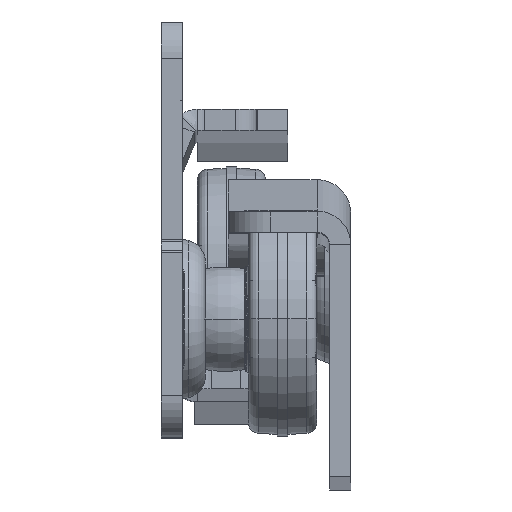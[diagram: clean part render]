
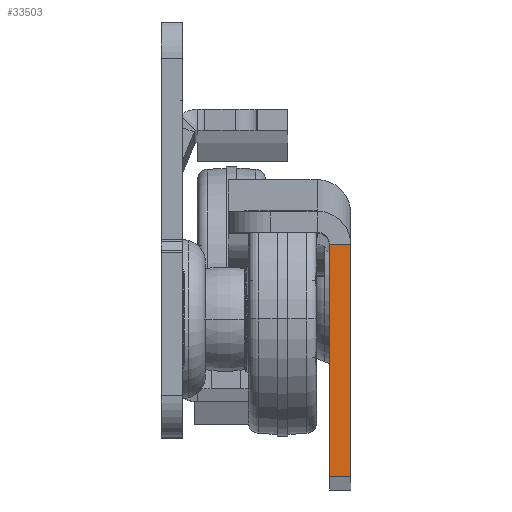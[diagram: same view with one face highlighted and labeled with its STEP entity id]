
A CAD part, top view. The second image highlights one B-rep face of the part: STEP entity #33503.
In plain terms, the highlighted planar face has unit normal (0, 0, 1).
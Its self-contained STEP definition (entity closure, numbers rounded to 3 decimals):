
#2484 = VERTEX_POINT ( 'NONE', #5218 ) ;
#3914 = EDGE_CURVE ( 'NONE', #45778, #2484, #10257, .T. ) ;
#4091 = CARTESIAN_POINT ( 'NONE',  ( -2., -11.75, 745.5 ) ) ;
#4624 = PLANE ( 'NONE',  #38417 ) ;
#4888 = DIRECTION ( 'NONE',  ( 0., 0., 1. ) ) ;
#5218 = CARTESIAN_POINT ( 'NONE',  ( -2., -11.75, 745.5 ) ) ;
#7718 = LINE ( 'NONE', #32629, #45453 ) ;
#7790 = CARTESIAN_POINT ( 'NONE',  ( -2., 10.226, 745.5 ) ) ;
#8110 = FACE_OUTER_BOUND ( 'NONE', #15032, .T. ) ;
#10154 = VERTEX_POINT ( 'NONE', #51549 ) ;
#10257 = LINE ( 'NONE', #11053, #47559 ) ;
#10800 = DIRECTION ( 'NONE',  ( 0., -1., 0. ) ) ;
#11053 = CARTESIAN_POINT ( 'NONE',  ( -2., -11.75, 745.5 ) ) ;
#15032 = EDGE_LOOP ( 'NONE', ( #18253, #36928, #19327, #47481 ) ) ;
#18253 = ORIENTED_EDGE ( 'NONE', *, *, #44911, .F. ) ;
#18296 = CARTESIAN_POINT ( 'NONE',  ( 0., -11.75, 745.5 ) ) ;
#18855 = EDGE_CURVE ( 'NONE', #10154, #37331, #47583, .T. ) ;
#19327 = ORIENTED_EDGE ( 'NONE', *, *, #25001, .T. ) ;
#22878 = CARTESIAN_POINT ( 'NONE',  ( -2., -11.75, 745.5 ) ) ;
#25001 = EDGE_CURVE ( 'NONE', #2484, #37331, #31218, .T. ) ;
#25158 = CARTESIAN_POINT ( 'NONE',  ( 0., -11.75, 745.5 ) ) ;
#31218 = LINE ( 'NONE', #22878, #49085 ) ;
#31484 = DIRECTION ( 'NONE',  ( 1., 0., 0. ) ) ;
#32035 = VECTOR ( 'NONE', #10800, 1000. ) ;
#32629 = CARTESIAN_POINT ( 'NONE',  ( -2., 10.226, 745.5 ) ) ;
#33503 = ADVANCED_FACE ( 'NONE', ( #8110 ), #4624, .T. ) ;
#36764 = DIRECTION ( 'NONE',  ( 1., 0., 0. ) ) ;
#36928 = ORIENTED_EDGE ( 'NONE', *, *, #3914, .T. ) ;
#37331 = VERTEX_POINT ( 'NONE', #25158 ) ;
#38417 = AXIS2_PLACEMENT_3D ( 'NONE', #4091, #4888, #36764 ) ;
#42707 = DIRECTION ( 'NONE',  ( 0., -1., 0. ) ) ;
#44911 = EDGE_CURVE ( 'NONE', #45778, #10154, #7718, .T. ) ;
#45453 = VECTOR ( 'NONE', #52544, 1000. ) ;
#45778 = VERTEX_POINT ( 'NONE', #7790 ) ;
#47481 = ORIENTED_EDGE ( 'NONE', *, *, #18855, .F. ) ;
#47559 = VECTOR ( 'NONE', #42707, 1000. ) ;
#47583 = LINE ( 'NONE', #18296, #32035 ) ;
#49085 = VECTOR ( 'NONE', #31484, 1000. ) ;
#51549 = CARTESIAN_POINT ( 'NONE',  ( 0., 10.226, 745.5 ) ) ;
#52544 = DIRECTION ( 'NONE',  ( 1., 0., 0. ) ) ;
